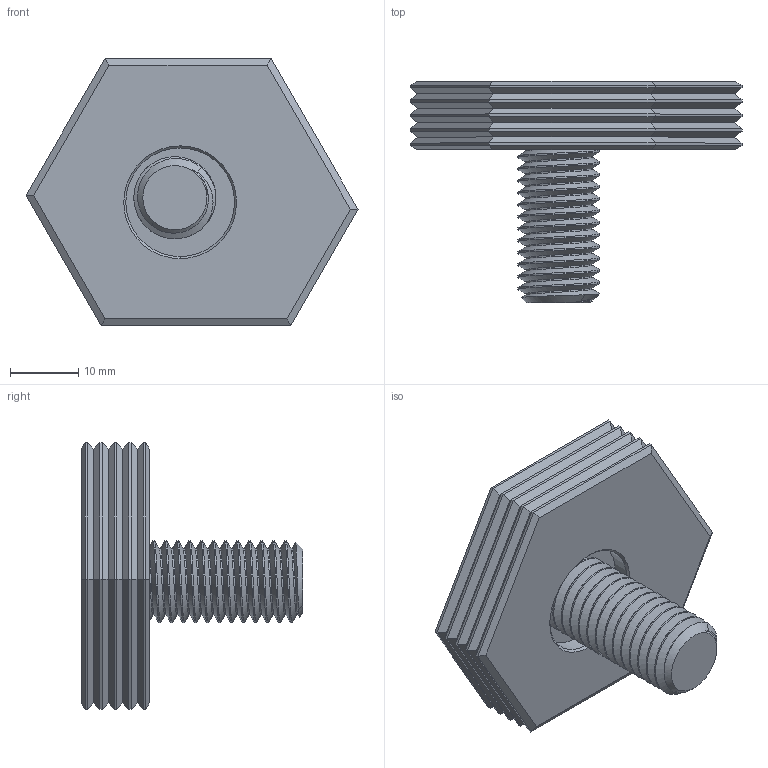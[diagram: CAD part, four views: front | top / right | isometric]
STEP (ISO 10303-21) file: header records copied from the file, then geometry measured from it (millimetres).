
FILE_DESCRIPTION (( 'STEP AP214' ), '1' );
FILE_NAME ('95125.STEP', '2023-07-05T19:58:46', ( '' ), ( '' ), 'SwSTEP 2.0', 'SolidWorks 2021', '' );
FILE_SCHEMA (( 'AUTOMOTIVE_DESIGN' ));
Length unit declared in the file: inch
Products named in the file (3): 901251_901251; 95125; 50371_50371
Assembly tree (2 placements, depth 2):
  95125
    901251_901251
    50371_50371
Bounding box: 48.5 x 32.37 x 39 mm (x, y, z)
Volume: 15143.1 mm3; surface area: 7064.2 mm2
Topology: 2 solids, 2 shells, 279 faces, 676 edges, 417 vertices
Faces by surface type: plane 157, cylinder 64, bspline 42, cone 14, sphere 2
Entity records: 12387 total; most frequent: CARTESIAN_POINT 6431, ORIENTED_EDGE 1352, DIRECTION 979, EDGE_CURVE 676, VECTOR 431, LINE 431, VERTEX_POINT 417, EDGE_LOOP 297
